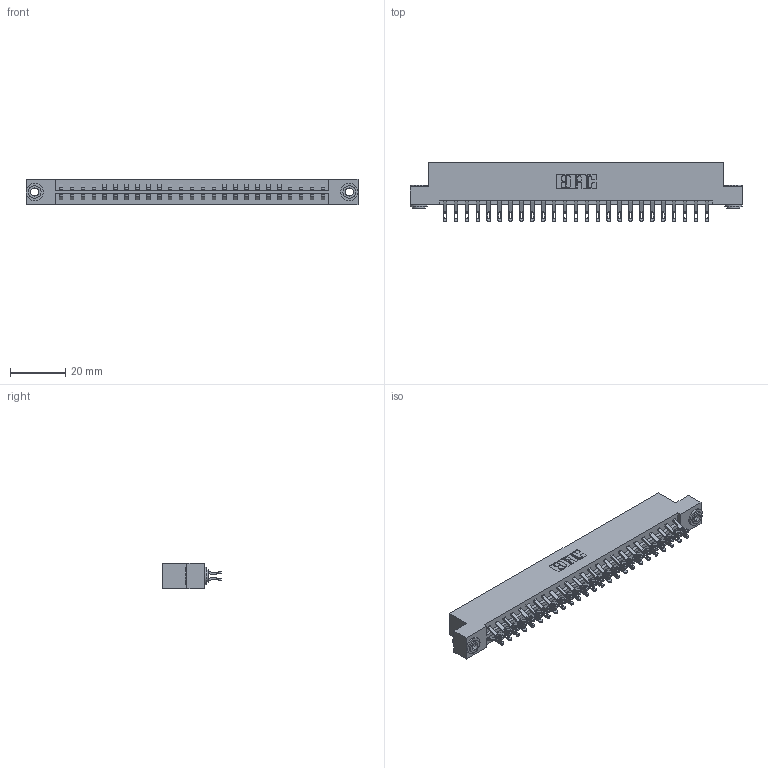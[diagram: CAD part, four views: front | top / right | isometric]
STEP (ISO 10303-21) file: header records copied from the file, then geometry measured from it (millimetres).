
FILE_DESCRIPTION (( 'STEP AP203' ), '1' );
FILE_NAME ('333-050-555-203.STEP', '2018-08-04T01:13:24', ( '' ), ( '' ), 'SwSTEP 2.0', 'SolidWorks 2016', '' );
FILE_SCHEMA (( 'CONFIG_CONTROL_DESIGN' ));
Length unit declared in the file: inch
Products named in the file (4): 345-292-001_555 Tail; 345-250-002_345-250-002-102; 333-050-555-203; 333 Part_Flush - .156 Dia - TH
Assembly tree (53 placements, depth 2):
  333-050-555-203
    333 Part_Flush - .156 Dia - TH
    345-292-001_555 Tail  x50
    345-250-002_345-250-002-102  x2
Bounding box: 120.6 x 21.47 x 9.4 mm (x, y, z)
Volume: 12317.9 mm3; surface area: 15143.4 mm2
Topology: 53 solids, 53 shells, 3052 faces, 9537 edges, 6354 vertices
Faces by surface type: plane 1780, cylinder 1264, cone 8
Entity records: 19258 total; most frequent: CARTESIAN_POINT 3223, ORIENTED_EDGE 3122, DIRECTION 2787, EDGE_CURVE 1561, VECTOR 1389, LINE 1389, VERTEX_POINT 1038, AXIS2_PLACEMENT_3D 699
